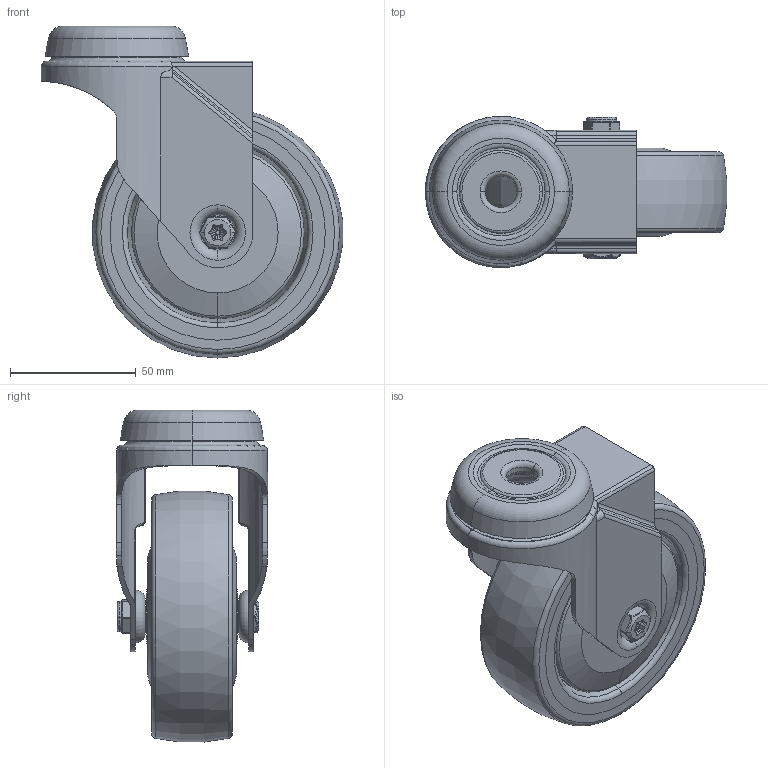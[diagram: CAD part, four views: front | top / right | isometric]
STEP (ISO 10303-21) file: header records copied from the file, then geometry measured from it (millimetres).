
FILE_DESCRIPTION(('STEP AP203'),'1');
FILE_NAME('BZM100GRBJBH12.STEP','2023-06-14T09:54:06',(' '),(' '),'Spatial InterOp 3D',' ',' ');
FILE_SCHEMA(('CONFIG_CONTROL_DESIGN'));
Length unit declared in the file: metre
Products named in the file (21): BZM100ASBH12; ZINC PLATED PRESSED STEEL FORKS; ZINC PLATED PRESSED STEEL HEAD; BZM100GRBJBH12; BZM100WTPRBJM8; THERMOPLASTIC RUBBER TYRE; POLYPROPYLENE RIM; BEARING6202ZZ; METAL; METAL2; Pattern; Component1; MIDDLE; METAL CASE; CAP; BOLTBZM8MM; ZINC PLATED AXLE BOLT; NYLOC NUT; NUT; RUBBER; NYLOCM8Z
Assembly tree (28 placements, depth 5):
  BZM100GRBJBH12
    BZM100ASBH12
      ZINC PLATED PRESSED STEEL FORKS
      ZINC PLATED PRESSED STEEL HEAD
    BZM100WTPRBJM8
      THERMOPLASTIC RUBBER TYRE
      POLYPROPYLENE RIM
      BEARING6202ZZ
        METAL
        METAL2
        Pattern
          Component1  x8
        MIDDLE
        METAL CASE
      CAP  x2
    BOLTBZM8MM
      ZINC PLATED AXLE BOLT
    NYLOCM8Z
      NYLOC NUT
        NUT
        RUBBER
Bounding box: 119.61 x 60 x 131.82 mm (x, y, z)
Volume: 227681 mm3; surface area: 120985.8 mm2
Topology: 22 solids, 22 shells, 670 faces, 1572 edges, 954 vertices
Faces by surface type: cylinder 262, plane 138, torus 124, sphere 80, cone 38, bspline 26, extrusion 2
Entity records: 28259 total; most frequent: CARTESIAN_POINT 12480, DIRECTION 3471, ORIENTED_EDGE 2848, AXIS2_PLACEMENT_3D 1563, EDGE_CURVE 1424, CIRCLE 908, VERTEX_POINT 900, EDGE_LOOP 738
